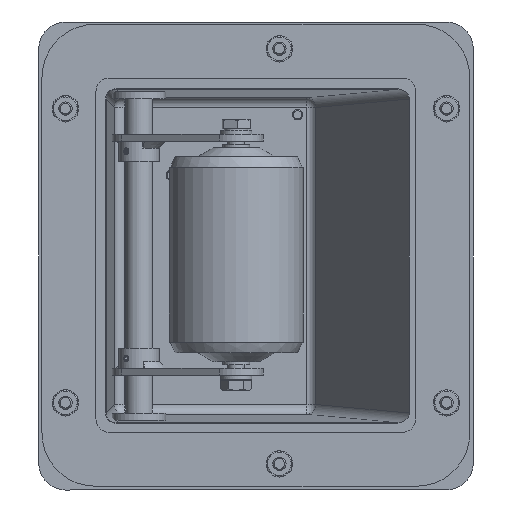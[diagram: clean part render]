
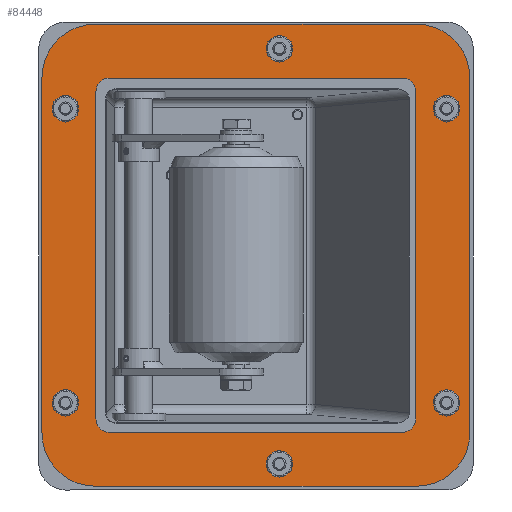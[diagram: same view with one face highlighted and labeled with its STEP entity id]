
A CAD part, front view. The second image highlights one B-rep face of the part: STEP entity #84448.
In plain terms, the highlighted face is planar.
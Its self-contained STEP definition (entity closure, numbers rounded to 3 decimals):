
#5975=PLANE('',#91333);
#6499=FACE_BOUND('',#19209,.T.);
#6500=FACE_BOUND('',#19210,.T.);
#6501=FACE_BOUND('',#19211,.T.);
#6502=FACE_BOUND('',#19212,.T.);
#6503=FACE_BOUND('',#19213,.T.);
#6504=FACE_BOUND('',#19214,.T.);
#6505=FACE_BOUND('',#19215,.T.);
#14014=FACE_OUTER_BOUND('',#19208,.T.);
#19208=EDGE_LOOP('',(#79107,#79108,#79109,#79110,#79111,#79112,#79113,#79114));
#19209=EDGE_LOOP('',(#79115));
#19210=EDGE_LOOP('',(#79116));
#19211=EDGE_LOOP('',(#79117));
#19212=EDGE_LOOP('',(#79118));
#19213=EDGE_LOOP('',(#79119));
#19214=EDGE_LOOP('',(#79120));
#19215=EDGE_LOOP('',(#79121,#79122,#79123,#79124,#79125,#79126,#79127,#79128));
#26188=LINE('',#157328,#33129);
#26191=LINE('',#157339,#33132);
#26195=LINE('',#157351,#33136);
#26198=LINE('',#157360,#33139);
#26204=LINE('',#157376,#33145);
#26210=LINE('',#157396,#33151);
#26213=LINE('',#157404,#33154);
#26215=LINE('',#157410,#33156);
#33129=VECTOR('',#110522,0.394);
#33132=VECTOR('',#110533,0.394);
#33136=VECTOR('',#110545,0.394);
#33139=VECTOR('',#110556,0.394);
#33145=VECTOR('',#110570,0.394);
#33151=VECTOR('',#110590,0.394);
#33154=VECTOR('',#110599,0.394);
#33156=VECTOR('',#110607,0.394);
#35551=CIRCLE('',#91279,0.188);
#35554=CIRCLE('',#91283,0.188);
#35557=CIRCLE('',#91287,0.188);
#35560=CIRCLE('',#91291,0.188);
#35563=CIRCLE('',#91295,0.188);
#35566=CIRCLE('',#91299,0.188);
#35568=CIRCLE('',#91302,0.25);
#35570=CIRCLE('',#91306,0.25);
#35572=CIRCLE('',#91310,0.25);
#35574=CIRCLE('',#91314,0.25);
#35575=CIRCLE('',#91317,1.);
#35580=CIRCLE('',#91325,1.);
#35581=CIRCLE('',#91328,1.);
#35582=CIRCLE('',#91331,1.);
#43373=VERTEX_POINT('',#157271);
#43376=VERTEX_POINT('',#157279);
#43379=VERTEX_POINT('',#157287);
#43382=VERTEX_POINT('',#157295);
#43385=VERTEX_POINT('',#157303);
#43388=VERTEX_POINT('',#157311);
#43391=VERTEX_POINT('',#157318);
#43392=VERTEX_POINT('',#157320);
#43394=VERTEX_POINT('',#157326);
#43397=VERTEX_POINT('',#157333);
#43398=VERTEX_POINT('',#157335);
#43401=VERTEX_POINT('',#157345);
#43402=VERTEX_POINT('',#157347);
#43404=VERTEX_POINT('',#157356);
#43405=VERTEX_POINT('',#157363);
#43406=VERTEX_POINT('',#157364);
#43410=VERTEX_POINT('',#157374);
#43416=VERTEX_POINT('',#157390);
#43417=VERTEX_POINT('',#157394);
#43418=VERTEX_POINT('',#157398);
#43419=VERTEX_POINT('',#157399);
#43420=VERTEX_POINT('',#157406);
#55279=EDGE_CURVE('',#43373,#43373,#35551,.T.);
#55283=EDGE_CURVE('',#43376,#43376,#35554,.T.);
#55287=EDGE_CURVE('',#43379,#43379,#35557,.T.);
#55291=EDGE_CURVE('',#43382,#43382,#35560,.T.);
#55295=EDGE_CURVE('',#43385,#43385,#35563,.T.);
#55299=EDGE_CURVE('',#43388,#43388,#35566,.T.);
#55302=EDGE_CURVE('',#43391,#43392,#35568,.T.);
#55306=EDGE_CURVE('',#43391,#43394,#26188,.T.);
#55309=EDGE_CURVE('',#43397,#43398,#35570,.T.);
#55311=EDGE_CURVE('',#43397,#43392,#26191,.T.);
#55315=EDGE_CURVE('',#43401,#43402,#35572,.T.);
#55317=EDGE_CURVE('',#43401,#43398,#26195,.T.);
#55321=EDGE_CURVE('',#43404,#43394,#35574,.T.);
#55322=EDGE_CURVE('',#43404,#43402,#26198,.T.);
#55324=EDGE_CURVE('',#43405,#43406,#35575,.T.);
#55330=EDGE_CURVE('',#43410,#43405,#26204,.T.);
#55337=EDGE_CURVE('',#43416,#43410,#35580,.T.);
#55340=EDGE_CURVE('',#43417,#43416,#26210,.T.);
#55341=EDGE_CURVE('',#43418,#43419,#35581,.T.);
#55344=EDGE_CURVE('',#43406,#43418,#26213,.T.);
#55345=EDGE_CURVE('',#43420,#43417,#35582,.T.);
#55347=EDGE_CURVE('',#43419,#43420,#26215,.T.);
#79107=ORIENTED_EDGE('',*,*,#55324,.F.);
#79108=ORIENTED_EDGE('',*,*,#55330,.F.);
#79109=ORIENTED_EDGE('',*,*,#55337,.F.);
#79110=ORIENTED_EDGE('',*,*,#55340,.F.);
#79111=ORIENTED_EDGE('',*,*,#55345,.F.);
#79112=ORIENTED_EDGE('',*,*,#55347,.F.);
#79113=ORIENTED_EDGE('',*,*,#55341,.F.);
#79114=ORIENTED_EDGE('',*,*,#55344,.F.);
#79115=ORIENTED_EDGE('',*,*,#55279,.T.);
#79116=ORIENTED_EDGE('',*,*,#55283,.T.);
#79117=ORIENTED_EDGE('',*,*,#55287,.T.);
#79118=ORIENTED_EDGE('',*,*,#55291,.T.);
#79119=ORIENTED_EDGE('',*,*,#55295,.T.);
#79120=ORIENTED_EDGE('',*,*,#55299,.T.);
#79121=ORIENTED_EDGE('',*,*,#55322,.T.);
#79122=ORIENTED_EDGE('',*,*,#55315,.F.);
#79123=ORIENTED_EDGE('',*,*,#55317,.T.);
#79124=ORIENTED_EDGE('',*,*,#55309,.F.);
#79125=ORIENTED_EDGE('',*,*,#55311,.T.);
#79126=ORIENTED_EDGE('',*,*,#55302,.F.);
#79127=ORIENTED_EDGE('',*,*,#55306,.T.);
#79128=ORIENTED_EDGE('',*,*,#55321,.F.);
#84448=ADVANCED_FACE('',(#14014,#6499,#6500,#6501,#6502,#6503,#6504,#6505),
#5975,.F.);
#91279=AXIS2_PLACEMENT_3D('',#157273,#110463,#110464);
#91283=AXIS2_PLACEMENT_3D('',#157281,#110472,#110473);
#91287=AXIS2_PLACEMENT_3D('',#157289,#110481,#110482);
#91291=AXIS2_PLACEMENT_3D('',#157297,#110490,#110491);
#91295=AXIS2_PLACEMENT_3D('',#157305,#110499,#110500);
#91299=AXIS2_PLACEMENT_3D('',#157313,#110508,#110509);
#91302=AXIS2_PLACEMENT_3D('',#157321,#110515,#110516);
#91306=AXIS2_PLACEMENT_3D('',#157336,#110528,#110529);
#91310=AXIS2_PLACEMENT_3D('',#157348,#110540,#110541);
#91314=AXIS2_PLACEMENT_3D('',#157358,#110552,#110553);
#91317=AXIS2_PLACEMENT_3D('',#157365,#110560,#110561);
#91325=AXIS2_PLACEMENT_3D('',#157391,#110584,#110585);
#91328=AXIS2_PLACEMENT_3D('',#157400,#110593,#110594);
#91331=AXIS2_PLACEMENT_3D('',#157407,#110602,#110603);
#91333=AXIS2_PLACEMENT_3D('',#157411,#110608,#110609);
#110463=DIRECTION('center_axis',(0.,0.,1.));
#110464=DIRECTION('ref_axis',(1.,0.,0.));
#110472=DIRECTION('center_axis',(0.,0.,1.));
#110473=DIRECTION('ref_axis',(1.,0.,0.));
#110481=DIRECTION('center_axis',(0.,0.,1.));
#110482=DIRECTION('ref_axis',(1.,0.,0.));
#110490=DIRECTION('center_axis',(0.,0.,1.));
#110491=DIRECTION('ref_axis',(1.,0.,0.));
#110499=DIRECTION('center_axis',(0.,0.,1.));
#110500=DIRECTION('ref_axis',(1.,0.,0.));
#110508=DIRECTION('center_axis',(0.,0.,1.));
#110509=DIRECTION('ref_axis',(1.,0.,0.));
#110515=DIRECTION('center_axis',(0.,0.,-1.));
#110516=DIRECTION('ref_axis',(0.707,0.707,0.));
#110522=DIRECTION('',(-1.,0.,0.));
#110528=DIRECTION('center_axis',(0.,0.,-1.));
#110529=DIRECTION('ref_axis',(0.707,-0.707,0.));
#110533=DIRECTION('',(0.,1.,0.));
#110540=DIRECTION('center_axis',(0.,0.,-1.));
#110541=DIRECTION('ref_axis',(-0.707,-0.707,0.));
#110545=DIRECTION('',(1.,0.,0.));
#110552=DIRECTION('center_axis',(0.,0.,-1.));
#110553=DIRECTION('ref_axis',(-0.707,0.707,0.));
#110556=DIRECTION('',(0.,-1.,0.));
#110560=DIRECTION('center_axis',(0.,0.,1.));
#110561=DIRECTION('ref_axis',(-0.707,-0.707,0.));
#110570=DIRECTION('',(0.,-1.,0.));
#110584=DIRECTION('center_axis',(0.,0.,1.));
#110585=DIRECTION('ref_axis',(-0.707,0.707,0.));
#110590=DIRECTION('',(-1.,0.,0.));
#110593=DIRECTION('center_axis',(0.,0.,1.));
#110594=DIRECTION('ref_axis',(0.707,-0.707,0.));
#110599=DIRECTION('',(1.,0.,0.));
#110602=DIRECTION('center_axis',(0.,0.,1.));
#110603=DIRECTION('ref_axis',(0.707,0.707,0.));
#110607=DIRECTION('',(0.,1.,0.));
#110608=DIRECTION('center_axis',(0.,0.,1.));
#110609=DIRECTION('ref_axis',(1.,0.,0.));
#157271=CARTESIAN_POINT('',(-2.948,-3.56,-0.063));
#157273=CARTESIAN_POINT('Origin',(-2.76,-3.56,-0.063));
#157279=CARTESIAN_POINT('',(2.573,-3.56,-0.063));
#157281=CARTESIAN_POINT('Origin',(2.76,-3.56,-0.063));
#157287=CARTESIAN_POINT('',(2.573,3.56,-0.063));
#157289=CARTESIAN_POINT('Origin',(2.76,3.56,-0.063));
#157295=CARTESIAN_POINT('',(-2.948,3.56,-0.063));
#157297=CARTESIAN_POINT('Origin',(-2.76,3.56,-0.063));
#157303=CARTESIAN_POINT('',(3.693,-0.44,-0.063));
#157305=CARTESIAN_POINT('Origin',(3.88,-0.44,-0.063));
#157311=CARTESIAN_POINT('',(-4.068,-0.44,-0.063));
#157313=CARTESIAN_POINT('Origin',(-3.88,-0.44,-0.063));
#157318=CARTESIAN_POINT('',(3.06,2.99,-0.063));
#157320=CARTESIAN_POINT('',(3.31,2.74,-0.063));
#157321=CARTESIAN_POINT('Origin',(3.06,2.74,-0.063));
#157326=CARTESIAN_POINT('',(-3.06,2.99,-0.063));
#157328=CARTESIAN_POINT('',(1.655,2.99,-0.063));
#157333=CARTESIAN_POINT('',(3.31,-2.74,-0.063));
#157335=CARTESIAN_POINT('',(3.06,-2.99,-0.063));
#157336=CARTESIAN_POINT('Origin',(3.06,-2.74,-0.063));
#157339=CARTESIAN_POINT('',(3.31,-1.495,-0.063));
#157345=CARTESIAN_POINT('',(-3.06,-2.99,-0.063));
#157347=CARTESIAN_POINT('',(-3.31,-2.74,-0.063));
#157348=CARTESIAN_POINT('Origin',(-3.06,-2.74,-0.063));
#157351=CARTESIAN_POINT('',(-1.655,-2.99,-0.063));
#157356=CARTESIAN_POINT('',(-3.31,2.74,-0.063));
#157358=CARTESIAN_POINT('Origin',(-3.06,2.74,-0.063));
#157360=CARTESIAN_POINT('',(-3.31,1.495,-0.063));
#157363=CARTESIAN_POINT('',(-4.32,-3.,-0.063));
#157364=CARTESIAN_POINT('',(-3.32,-4.,-0.063));
#157365=CARTESIAN_POINT('Origin',(-3.32,-3.,-0.063));
#157374=CARTESIAN_POINT('',(-4.32,3.,-0.063));
#157376=CARTESIAN_POINT('',(-4.32,-4.,-0.063));
#157390=CARTESIAN_POINT('',(-3.32,4.,-0.063));
#157391=CARTESIAN_POINT('Origin',(-3.32,3.,-0.063));
#157394=CARTESIAN_POINT('',(3.32,4.,-0.063));
#157396=CARTESIAN_POINT('',(-4.32,4.,-0.063));
#157398=CARTESIAN_POINT('',(3.32,-4.,-0.063));
#157399=CARTESIAN_POINT('',(4.32,-3.,-0.063));
#157400=CARTESIAN_POINT('Origin',(3.32,-3.,-0.063));
#157404=CARTESIAN_POINT('',(4.32,-4.,-0.063));
#157406=CARTESIAN_POINT('',(4.32,3.,-0.063));
#157407=CARTESIAN_POINT('Origin',(3.32,3.,-0.063));
#157410=CARTESIAN_POINT('',(4.32,4.,-0.063));
#157411=CARTESIAN_POINT('Origin',(0.,0.,-0.063));
